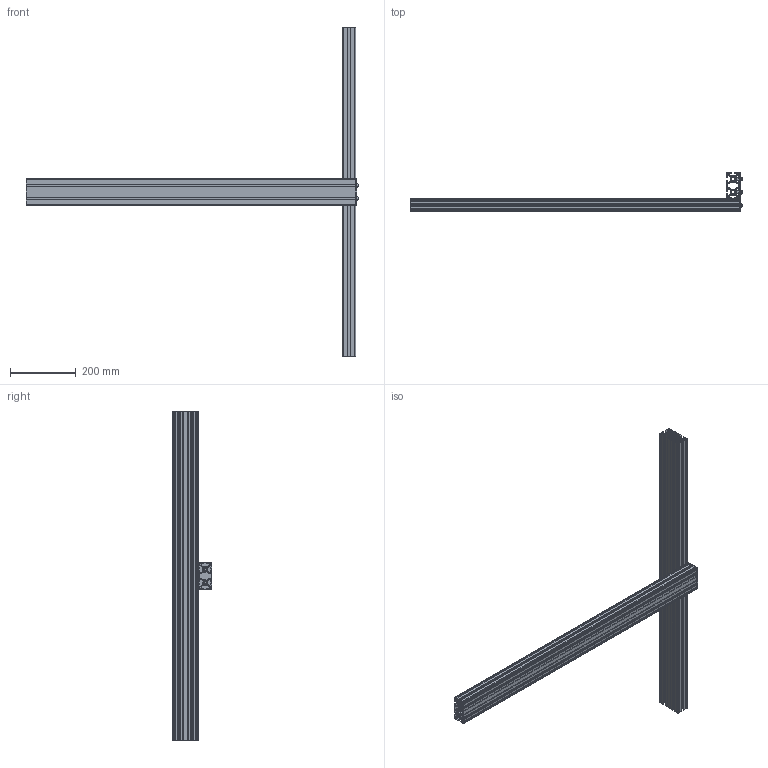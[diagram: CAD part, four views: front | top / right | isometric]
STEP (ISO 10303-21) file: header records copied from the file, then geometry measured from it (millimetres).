
FILE_DESCRIPTION(('HOOPS Exchange Step'),'2;1');
FILE_NAME('export-E6FC7FEE-B615-43F0-BA5B-FE23926BD8E1.stp','2022-04-02T15:03:34+02:00',('Engineering'),('Alibre'),'HOOPS Exchange 2021.0','Alibre','Unknown authorisation');
FILE_SCHEMA( ('AP242_MANAGED_MODEL_BASED_3D_ENGINEERING_MIM_LF {1 0 10303 442 1 1 4 }') );
Length unit declared in the file: millimetre
Products named in the file (6): 1940 MayTec Profile 40x80 6E, LP (light) L=1000mm; 1304 Maytec Threaded Insert M14-M8 L=30mm; 5885 DCNC 80x120x3mm bracket; 133 MayTec T-nut for E-slot (profile group 40) M8; 801 ISO 7380 Metric Screws ISO 7380 M8x12 -12.9; 5885 Connection Example
Assembly tree (15 placements, depth 2):
  5885 Connection Example
    1940 MayTec Profile 40x80 6E, LP (light) L=1000mm  x2
    1304 Maytec Threaded Insert M14-M8 L=30mm  x2
    5885 DCNC 80x120x3mm bracket
    133 MayTec T-nut for E-slot (profile group 40) M8  x4
    801 ISO 7380 Metric Screws ISO 7380 M8x12 -12.9  x6
Bounding box: 1007.4 x 120 x 1000 mm (x, y, z)
Volume: 1934322.8 mm3; surface area: 1779378.6 mm2
Topology: 15 solids, 15 shells, 960 faces, 2754 edges, 1820 vertices
Faces by surface type: plane 640, cylinder 230, cone 48, torus 42
Full cylindrical faces by diameter (mm): 8.2 x6
Entity records: 13265 total; most frequent: CARTESIAN_POINT 2534, ORIENTED_EDGE 2246, DIRECTION 2160, EDGE_CURVE 1123, VECTOR 858, LINE 858, VERTEX_POINT 747, AXIS2_PLACEMENT_3D 651
